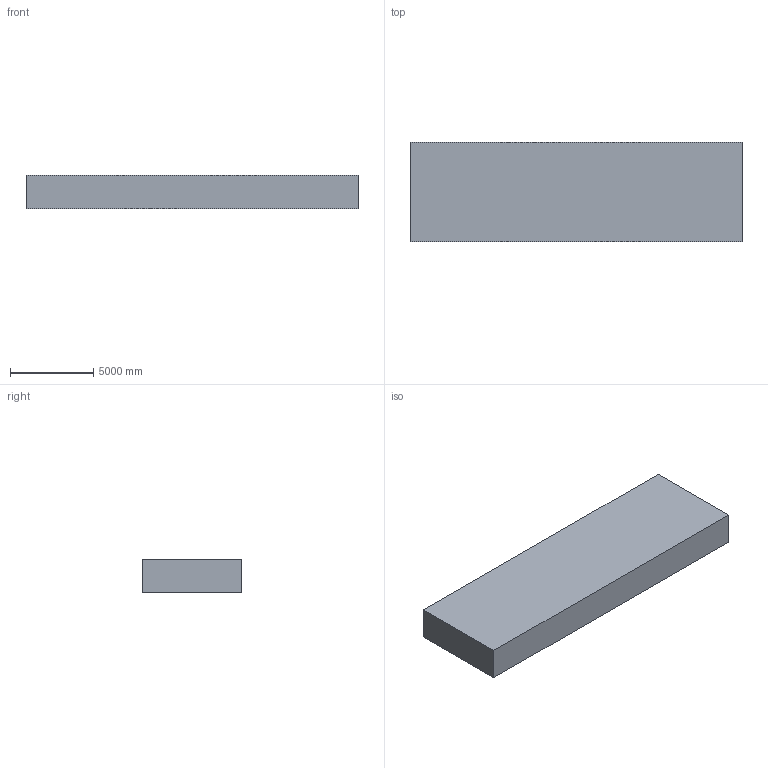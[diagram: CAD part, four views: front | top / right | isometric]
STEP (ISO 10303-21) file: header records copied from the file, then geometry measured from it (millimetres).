
FILE_DESCRIPTION(('CATIA V5 STEP Exchange'),'2;1');
FILE_NAME('machine.stp','2019-10-03T10:08:31+00:00',('none'),('none'),'CATIA Version 5 Release 17 (IN-10)','CATIA V5 STEP AP203','none');
FILE_SCHEMA(('CONFIG_CONTROL_DESIGN'));
Length unit declared in the file: millimetre
Products named in the file (3): Matsuura; hiyamaRearwing; hiyamafrontwing
Assembly tree (20 placements, depth 3):
  Matsuura
    #56  x2
    #411
    #6213  x2
    #6568
    hiyamaRearwing
      #9428
      #13070
      #13282
      #13490
      #17132
      #19099
    hiyamafrontwing
      #21087
      #22752
      #22993
      #23234
    #24914
    #25084
Bounding box: 20000 x 6000 x 2000 mm (x, y, z)
Surface area: 440836784.3 mm2
Topology: 19 solids, 21 shells, 319 faces, 782 edges, 490 vertices
Faces by surface type: plane 177, cylinder 82, bspline 32, torus 16, extrusion 4, sphere 4, cone 2, revolution 2
Entity records: 25212 total; most frequent: CARTESIAN_POINT 19786, ORIENTED_EDGE 1422, DIRECTION 759, EDGE_CURVE 465, EDGE_LOOP 303, VECTOR 295, VERTEX_POINT 295, ADVANCED_FACE 291
